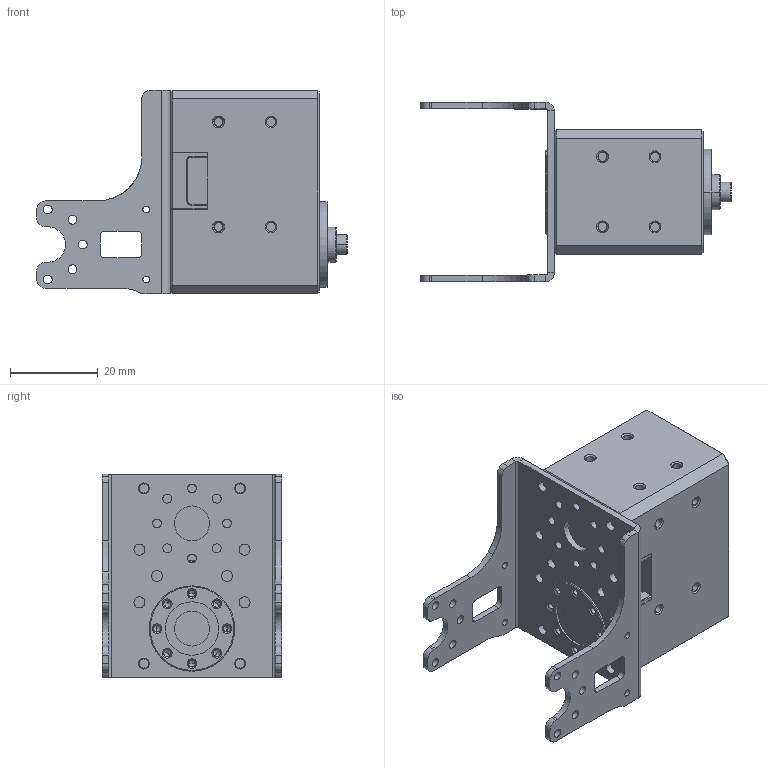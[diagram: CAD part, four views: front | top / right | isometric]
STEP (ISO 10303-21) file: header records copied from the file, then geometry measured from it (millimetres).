
FILE_DESCRIPTION (( 'STEP AP214' ), '1' );
FILE_NAME ('wrist_pitch_link.STEP', '2022-10-17T11:10:36', ( '' ), ( '' ), 'SwSTEP 2.0', 'SolidWorks 2021', '' );
FILE_SCHEMA (( 'AUTOMOTIVE_DESIGN' ));
Length unit declared in the file: millimetre
Products named in the file (4): wrist_pitch_link; ForearmLink; fr12-h104; XM,H-430_idler
Assembly tree (3 placements, depth 3):
  wrist_pitch_link
    ForearmLink
      XM,H-430_idler
      fr12-h104
Bounding box: 70.9 x 41 x 46.5 mm (x, y, z)
Volume: 49194.3 mm3; surface area: 19478.8 mm2
Topology: 19 solids, 19 shells, 944 faces, 2326 edges, 1462 vertices
Faces by surface type: plane 356, cylinder 338, cone 244, torus 4, bspline 2
Entity records: 37135 total; most frequent: DIRECTION 5127, CARTESIAN_POINT 5053, ORIENTED_EDGE 4584, EDGE_CURVE 2292, AXIS2_PLACEMENT_3D 1936, VERTEX_POINT 1462, VECTOR 1255, LINE 1255
